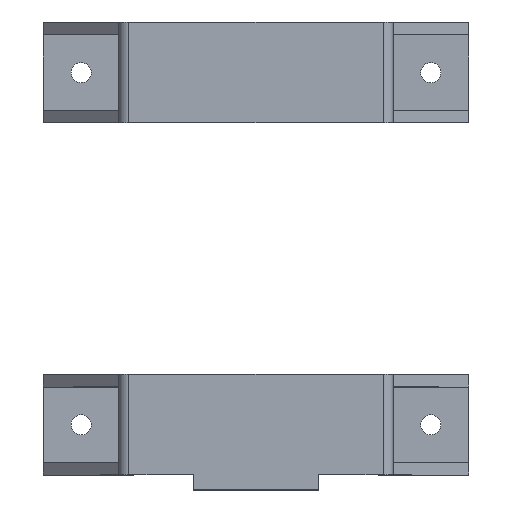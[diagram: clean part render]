
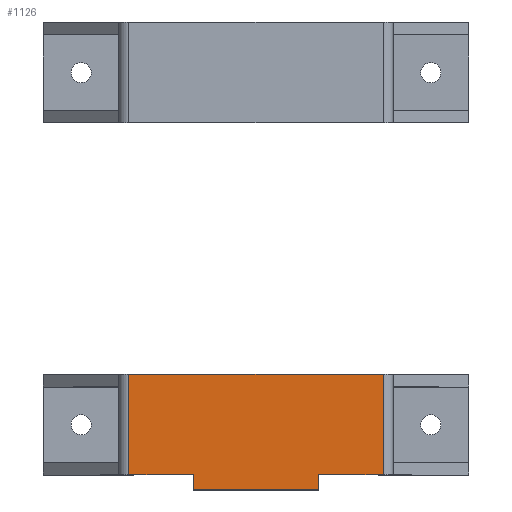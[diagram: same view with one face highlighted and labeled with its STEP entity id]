
A CAD part, top view. The second image highlights one B-rep face of the part: STEP entity #1126.
In plain terms, the highlighted planar face has unit normal (0, 0, 1).
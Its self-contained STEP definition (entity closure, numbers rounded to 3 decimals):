
#78=FACE_OUTER_BOUND('',#139,.T.);
#139=EDGE_LOOP('',(#886,#887,#888,#889,#890,#891,#892,#893));
#175=LINE('',#1546,#319);
#183=LINE('',#1562,#327);
#186=LINE('',#1566,#330);
#187=LINE('',#1570,#331);
#200=LINE('',#1599,#344);
#201=LINE('',#1604,#345);
#209=LINE('',#1620,#353);
#226=LINE('',#1654,#370);
#319=VECTOR('',#1250,10.);
#327=VECTOR('',#1262,10.);
#330=VECTOR('',#1267,10.);
#331=VECTOR('',#1272,10.);
#344=VECTOR('',#1291,10.);
#345=VECTOR('',#1296,10.);
#353=VECTOR('',#1308,10.);
#370=VECTOR('',#1331,10.);
#463=VERTEX_POINT('',#1543);
#464=VERTEX_POINT('',#1545);
#469=VERTEX_POINT('',#1559);
#470=VERTEX_POINT('',#1561);
#471=VERTEX_POINT('',#1569);
#484=VERTEX_POINT('',#1597);
#486=VERTEX_POINT('',#1602);
#492=VERTEX_POINT('',#1619);
#569=EDGE_CURVE('',#464,#463,#175,.T.);
#577=EDGE_CURVE('',#470,#469,#183,.T.);
#580=EDGE_CURVE('',#463,#470,#186,.T.);
#581=EDGE_CURVE('',#471,#464,#187,.T.);
#596=EDGE_CURVE('',#469,#484,#200,.T.);
#598=EDGE_CURVE('',#486,#484,#201,.T.);
#606=EDGE_CURVE('',#471,#492,#209,.T.);
#624=EDGE_CURVE('',#486,#492,#226,.T.);
#886=ORIENTED_EDGE('',*,*,#598,.F.);
#887=ORIENTED_EDGE('',*,*,#624,.T.);
#888=ORIENTED_EDGE('',*,*,#606,.F.);
#889=ORIENTED_EDGE('',*,*,#581,.T.);
#890=ORIENTED_EDGE('',*,*,#569,.T.);
#891=ORIENTED_EDGE('',*,*,#580,.T.);
#892=ORIENTED_EDGE('',*,*,#577,.T.);
#893=ORIENTED_EDGE('',*,*,#596,.T.);
#1073=PLANE('',#1206);
#1126=ADVANCED_FACE('',(#78),#1073,.T.);
#1206=AXIS2_PLACEMENT_3D('',#1711,#1397,#1398);
#1250=DIRECTION('',(0.,-1.,0.));
#1262=DIRECTION('',(0.,1.,0.));
#1267=DIRECTION('',(1.,0.,0.));
#1272=DIRECTION('',(1.,0.,0.));
#1291=DIRECTION('',(1.,0.,0.));
#1296=DIRECTION('',(0.,-1.,0.));
#1308=DIRECTION('',(0.,1.,0.));
#1331=DIRECTION('',(-1.,0.,0.));
#1397=DIRECTION('center_axis',(0.,0.,1.));
#1398=DIRECTION('ref_axis',(1.,0.,0.));
#1543=CARTESIAN_POINT('',(11.75,-3.,35.));
#1545=CARTESIAN_POINT('',(11.75,0.,35.));
#1546=CARTESIAN_POINT('',(11.75,-3.,35.));
#1559=CARTESIAN_POINT('',(36.75,0.,35.));
#1561=CARTESIAN_POINT('',(36.75,-3.,35.));
#1562=CARTESIAN_POINT('',(36.75,0.,35.));
#1566=CARTESIAN_POINT('',(36.75,-3.,35.));
#1569=CARTESIAN_POINT('',(-1.,0.,35.));
#1570=CARTESIAN_POINT('',(0.,0.,35.));
#1597=CARTESIAN_POINT('',(49.5,0.,35.));
#1599=CARTESIAN_POINT('',(0.,0.,35.));
#1602=CARTESIAN_POINT('',(49.5,20.,35.));
#1604=CARTESIAN_POINT('',(49.5,5.,35.));
#1619=CARTESIAN_POINT('',(-1.,20.,35.));
#1620=CARTESIAN_POINT('',(-1.,15.,35.));
#1654=CARTESIAN_POINT('',(51.5,20.,35.));
#1711=CARTESIAN_POINT('Origin',(-1.5,10.,35.));
